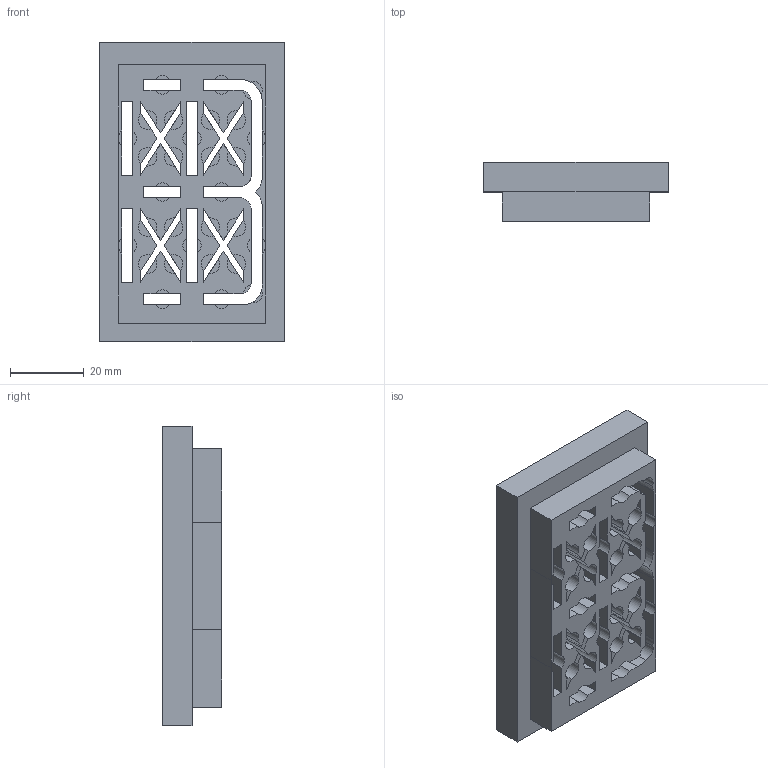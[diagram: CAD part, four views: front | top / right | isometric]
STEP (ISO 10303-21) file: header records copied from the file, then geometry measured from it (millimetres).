
FILE_DESCRIPTION(/* description */ (''),/* implementation_level */ '2;1');
FILE_NAME(/* name */ 'Case v4.step',/* time_stamp */ '2024-08-08T21:10:42+02:00',/* author */ (''),/* organization */ (''),/* preprocessor_version */ 'ST-DEVELOPER v20',/* originating_system */ 'Autodesk Translation Framework v13.14.0.145',/* authorisation */ '');
FILE_SCHEMA (('AUTOMOTIVE_DESIGN { 1 0 10303 214 3 1 1 }'));
Length unit declared in the file: millimetre
Products named in the file (1): Case
Bounding box: 50 x 16 x 81 mm (x, y, z)
Volume: 31018.5 mm3; surface area: 21237.8 mm2
Topology: 1 solids, 1 shells, 245 faces, 720 edges, 472 vertices
Faces by surface type: plane 171, cylinder 74
Entity records: 8189 total; most frequent: ORIENTED_EDGE 1440, CARTESIAN_POINT 1438, DIRECTION 1370, EDGE_CURVE 720, LINE 562, VECTOR 562, VERTEX_POINT 472, AXIS2_PLACEMENT_3D 404
